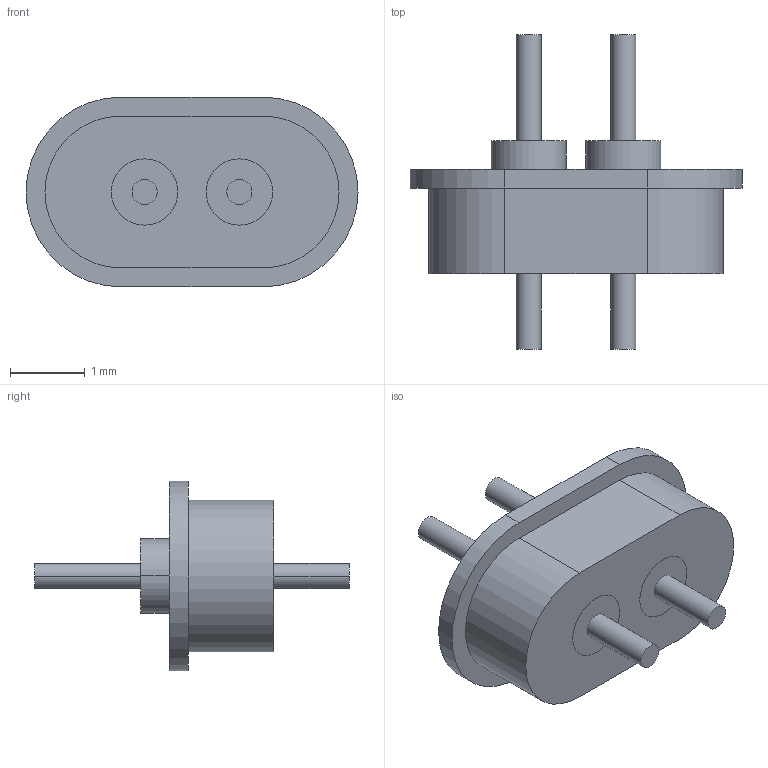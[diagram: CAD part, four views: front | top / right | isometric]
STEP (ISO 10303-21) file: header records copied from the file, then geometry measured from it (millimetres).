
FILE_DESCRIPTION (( 'STEP AP214' ), '1' );
FILE_NAME ('95020-1.STEP', '2024-01-08T18:24:28', ( '' ), ( '' ), 'SwSTEP 2.0', 'SolidWorks 2020', '' );
FILE_SCHEMA (( 'AUTOMOTIVE_DESIGN' ));
Length unit declared in the file: inch
Products named in the file (1): 95020-1
Bounding box: 4.45 x 4.22 x 2.54 mm (x, y, z)
Volume: 11.7 mm3; surface area: 42 mm2
Topology: 1 solids, 1 shells, 31 faces, 64 edges, 44 vertices
Faces by surface type: cylinder 16, plane 15
Entity records: 1289 total; most frequent: DIRECTION 164, CARTESIAN_POINT 140, ORIENTED_EDGE 128, AXIS2_PLACEMENT_3D 68, EDGE_CURVE 64, VERTEX_POINT 44, EDGE_LOOP 40, CIRCLE 36
